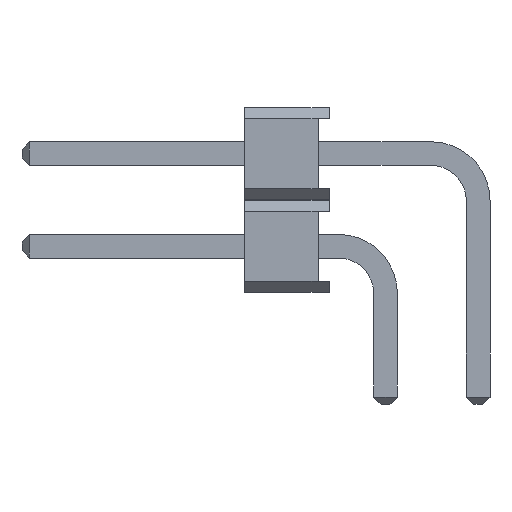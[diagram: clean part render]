
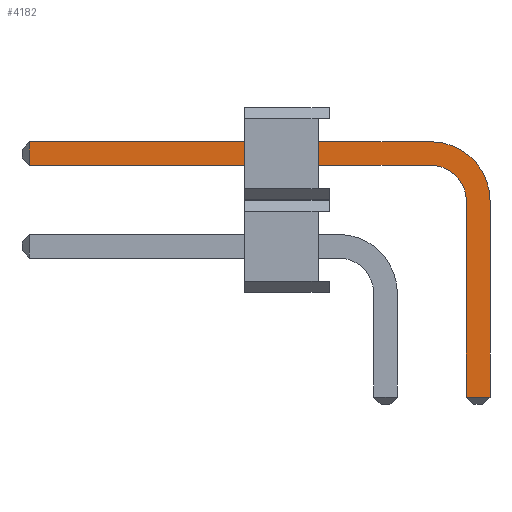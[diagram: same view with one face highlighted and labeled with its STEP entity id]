
A CAD part, left-side view. The second image highlights one B-rep face of the part: STEP entity #4182.
In plain terms, the highlighted planar face has unit normal (-1, 0, 0).
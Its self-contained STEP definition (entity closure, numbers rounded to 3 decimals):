
#97=CIRCLE('',#4487,0.95);
#98=CIRCLE('',#4488,1.59);
#214=FACE_OUTER_BOUND('',#470,.T.);
#470=EDGE_LOOP('',(#3125,#3126,#3127,#3128,#3129,#3130,#3131,#3132));
#835=LINE('',#6239,#1387);
#843=LINE('',#6256,#1395);
#846=LINE('',#6261,#1398);
#847=LINE('',#6266,#1399);
#848=LINE('',#6268,#1400);
#849=LINE('',#6270,#1401);
#1387=VECTOR('',#5080,1000.);
#1395=VECTOR('',#5096,1000.);
#1398=VECTOR('',#5101,10.);
#1399=VECTOR('',#5106,1000.);
#1400=VECTOR('',#5107,10.);
#1401=VECTOR('',#5108,1000.);
#1865=VERTEX_POINT('',#6226);
#1870=VERTEX_POINT('',#6237);
#1874=VERTEX_POINT('',#6251);
#1875=VERTEX_POINT('',#6255);
#1877=VERTEX_POINT('',#6263);
#1878=VERTEX_POINT('',#6265);
#1879=VERTEX_POINT('',#6267);
#1880=VERTEX_POINT('',#6269);
#2311=EDGE_CURVE('',#1865,#1870,#835,.T.);
#2319=EDGE_CURVE('',#1874,#1875,#843,.T.);
#2322=EDGE_CURVE('',#1865,#1874,#846,.T.);
#2323=EDGE_CURVE('',#1870,#1877,#97,.T.);
#2324=EDGE_CURVE('',#1877,#1878,#847,.T.);
#2325=EDGE_CURVE('',#1879,#1878,#848,.T.);
#2326=EDGE_CURVE('',#1880,#1879,#849,.T.);
#2327=EDGE_CURVE('',#1875,#1880,#98,.T.);
#3125=ORIENTED_EDGE('',*,*,#2322,.F.);
#3126=ORIENTED_EDGE('',*,*,#2311,.T.);
#3127=ORIENTED_EDGE('',*,*,#2323,.T.);
#3128=ORIENTED_EDGE('',*,*,#2324,.T.);
#3129=ORIENTED_EDGE('',*,*,#2325,.F.);
#3130=ORIENTED_EDGE('',*,*,#2326,.F.);
#3131=ORIENTED_EDGE('',*,*,#2327,.F.);
#3132=ORIENTED_EDGE('',*,*,#2319,.F.);
#3940=PLANE('',#4486);
#4182=ADVANCED_FACE('',(#214),#3940,.F.);
#4486=AXIS2_PLACEMENT_3D('',#6262,#5102,#5103);
#4487=AXIS2_PLACEMENT_3D('',#6264,#5104,#5105);
#4488=AXIS2_PLACEMENT_3D('',#6271,#5109,#5110);
#5080=DIRECTION('',(0.,-1.,0.));
#5096=DIRECTION('',(0.,-1.,0.));
#5101=DIRECTION('',(0.,0.,1.));
#5102=DIRECTION('center_axis',(1.,0.,0.));
#5103=DIRECTION('ref_axis',(0.,0.,-1.));
#5104=DIRECTION('center_axis',(1.,0.,0.));
#5105=DIRECTION('ref_axis',(0.,0.,1.));
#5106=DIRECTION('',(0.,0.,-1.));
#5107=DIRECTION('',(0.,1.,0.));
#5108=DIRECTION('',(0.,0.,-1.));
#5109=DIRECTION('center_axis',(1.,0.,0.));
#5110=DIRECTION('ref_axis',(0.,0.,1.));
#6226=CARTESIAN_POINT('',(-0.32,9.61,3.45));
#6237=CARTESIAN_POINT('',(-0.32,-1.23,3.45));
#6239=CARTESIAN_POINT('',(-0.32,-1.23,3.45));
#6251=CARTESIAN_POINT('',(-0.32,9.61,4.09));
#6255=CARTESIAN_POINT('',(-0.32,-1.23,4.09));
#6256=CARTESIAN_POINT('',(-0.32,-1.23,4.09));
#6261=CARTESIAN_POINT('',(-0.32,9.61,3.77));
#6262=CARTESIAN_POINT('Origin',(-0.32,-1.23,4.09));
#6263=CARTESIAN_POINT('',(-0.32,-2.18,2.5));
#6264=CARTESIAN_POINT('Origin',(-0.32,-1.23,2.5));
#6265=CARTESIAN_POINT('',(-0.32,-2.18,-2.8));
#6266=CARTESIAN_POINT('',(-0.32,-2.18,-0.5));
#6267=CARTESIAN_POINT('',(-0.32,-2.82,-2.8));
#6268=CARTESIAN_POINT('',(-0.32,-1.996,-2.8));
#6269=CARTESIAN_POINT('',(-0.32,-2.82,2.5));
#6270=CARTESIAN_POINT('',(-0.32,-2.82,-0.5));
#6271=CARTESIAN_POINT('Origin',(-0.32,-1.23,2.5));
